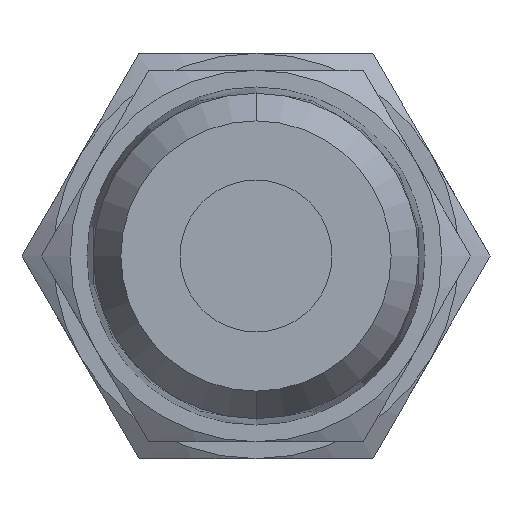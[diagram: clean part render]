
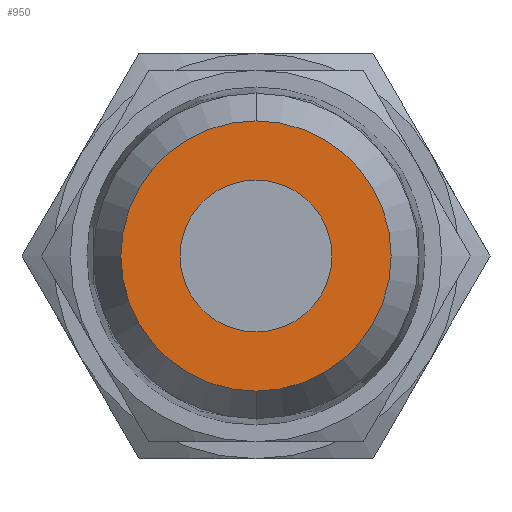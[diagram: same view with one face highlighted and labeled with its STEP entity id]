
A CAD part, front view. The second image highlights one B-rep face of the part: STEP entity #950.
In plain terms, the highlighted planar face has unit normal (0, -1, 0).
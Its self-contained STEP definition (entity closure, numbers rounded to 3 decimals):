
#22 = EDGE_LOOP ( 'NONE', ( #305, #304 ) ) ;
#26 = EDGE_LOOP ( 'NONE', ( #303, #302 ) ) ;
#65 = CARTESIAN_POINT ( 'NONE',  ( 0., 0., -4. ) ) ;
#66 = CARTESIAN_POINT ( 'NONE',  ( 0., 0., 4. ) ) ;
#74 = CARTESIAN_POINT ( 'NONE',  ( -2.25, 0., 0. ) ) ;
#75 = CARTESIAN_POINT ( 'NONE',  ( 2.25, 0., 0. ) ) ;
#302 = ORIENTED_EDGE ( 'NONE', *, *, #1142, .T. ) ;
#303 = ORIENTED_EDGE ( 'NONE', *, *, #1468, .T. ) ;
#304 = ORIENTED_EDGE ( 'NONE', *, *, #1441, .F. ) ;
#305 = ORIENTED_EDGE ( 'NONE', *, *, #1449, .F. ) ;
#351 = VERTEX_POINT ( 'NONE', #65 ) ;
#353 = VERTEX_POINT ( 'NONE', #66 ) ;
#361 = VERTEX_POINT ( 'NONE', #74 ) ;
#362 = VERTEX_POINT ( 'NONE', #75 ) ;
#612 = FACE_OUTER_BOUND ( 'NONE', #26, .T. ) ;
#613 = FACE_BOUND ( 'NONE', #22, .T. ) ;
#706 = CIRCLE ( 'NONE', #1604, 4. ) ;
#722 = CIRCLE ( 'NONE', #1610, 2.25 ) ;
#732 = CIRCLE ( 'NONE', #1615, 2.25 ) ;
#738 = CIRCLE ( 'NONE', #1622, 4. ) ;
#950 = ADVANCED_FACE ( 'NONE', ( #613, #612 ), #1002, .T. ) ;
#998 = DIRECTION ( 'NONE',  ( 0., -1., 0. ) ) ;
#1000 = CARTESIAN_POINT ( 'NONE',  ( 0., 0., 0. ) ) ;
#1002 = PLANE ( 'NONE',  #1555 ) ;
#1004 = DIRECTION ( 'NONE',  ( 0., 0., -1. ) ) ;
#1142 = EDGE_CURVE ( 'NONE', #351, #353, #706, .T. ) ;
#1177 = CARTESIAN_POINT ( 'NONE',  ( 0., 0., 0. ) ) ;
#1178 = DIRECTION ( 'NONE',  ( 0., -1., 0. ) ) ;
#1179 = DIRECTION ( 'NONE',  ( 1., 0., 0. ) ) ;
#1266 = CARTESIAN_POINT ( 'NONE',  ( 0., 0., 0. ) ) ;
#1267 = DIRECTION ( 'NONE',  ( 0., -1., 0. ) ) ;
#1268 = DIRECTION ( 'NONE',  ( 0., 0., -1. ) ) ;
#1407 = CARTESIAN_POINT ( 'NONE',  ( 0., 0., 0. ) ) ;
#1408 = DIRECTION ( 'NONE',  ( 0., -1., 0. ) ) ;
#1409 = DIRECTION ( 'NONE',  ( 0., 0., -1. ) ) ;
#1426 = CARTESIAN_POINT ( 'NONE',  ( 0., 0., 0. ) ) ;
#1427 = DIRECTION ( 'NONE',  ( 0., -1., 0. ) ) ;
#1428 = DIRECTION ( 'NONE',  ( 1., 0., 0. ) ) ;
#1441 = EDGE_CURVE ( 'NONE', #361, #362, #722, .T. ) ;
#1449 = EDGE_CURVE ( 'NONE', #362, #361, #732, .T. ) ;
#1468 = EDGE_CURVE ( 'NONE', #353, #351, #738, .T. ) ;
#1555 = AXIS2_PLACEMENT_3D ( 'NONE', #1000, #998, #1004 ) ;
#1604 = AXIS2_PLACEMENT_3D ( 'NONE', #1407, #1408, #1409 ) ;
#1610 = AXIS2_PLACEMENT_3D ( 'NONE', #1426, #1427, #1428 ) ;
#1615 = AXIS2_PLACEMENT_3D ( 'NONE', #1177, #1178, #1179 ) ;
#1622 = AXIS2_PLACEMENT_3D ( 'NONE', #1266, #1267, #1268 ) ;
